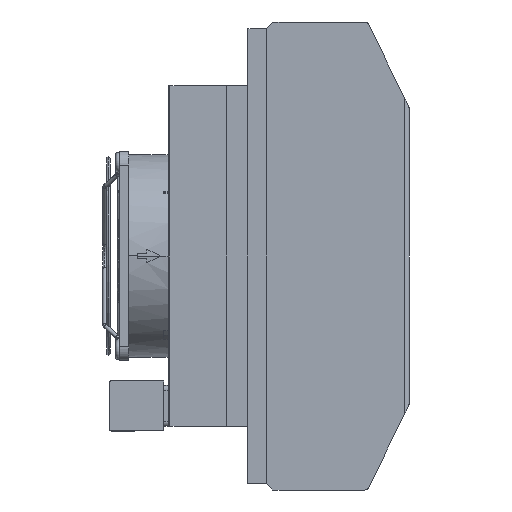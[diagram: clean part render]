
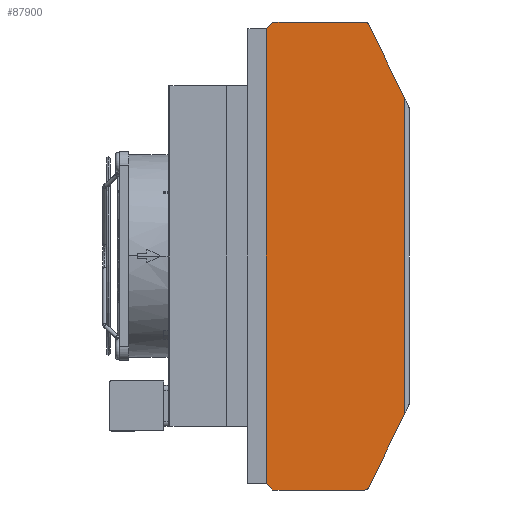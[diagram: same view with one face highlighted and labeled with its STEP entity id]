
A CAD part, left-side view. The second image highlights one B-rep face of the part: STEP entity #87900.
In plain terms, the highlighted planar face has unit normal (-1, 0, 0).
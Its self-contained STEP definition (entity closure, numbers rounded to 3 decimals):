
#82269=CARTESIAN_POINT('',(-131.75,-70.63,5.625));
#82274=DIRECTION('',(0.,0.,1.));
#82275=VECTOR('',#82274,138.75);
#82276=CARTESIAN_POINT('',(-131.75,-70.63,5.625));
#82277=LINE('',#82276,#82275);
#82370=DIRECTION('',(0.,-0.707,-0.707));
#82371=VECTOR('',#82370,4.243);
#82372=CARTESIAN_POINT('',(-131.75,-9.63,-25.));
#82373=LINE('',#82372,#82371);
#82377=DIRECTION('',(0.,0.707,-0.707));
#82378=VECTOR('',#82377,4.243);
#82379=CARTESIAN_POINT('',(-131.75,-12.63,178.));
#82380=LINE('',#82379,#82378);
#82384=CARTESIAN_POINT('',(-131.75,-52.98,176.));
#82385=DIRECTION('',(-1.,0.,0.));
#82386=DIRECTION('',(0.,-0.899,0.438));
#82387=AXIS2_PLACEMENT_3D('',#82384,#82385,#82386);
#82392=DIRECTION('',(0.,0.438,0.899));
#82393=VECTOR('',#82392,36.161);
#82394=CARTESIAN_POINT('',(-131.75,-70.63,144.375));
#82395=LINE('',#82394,#82393);
#82399=DIRECTION('',(0.,-0.438,0.899));
#82400=VECTOR('',#82399,36.161);
#82401=CARTESIAN_POINT('',(-131.75,-54.778,-26.877));
#82402=LINE('',#82401,#82400);
#82406=CARTESIAN_POINT('',(-131.75,-52.98,-26.));
#82407=DIRECTION('',(-1.,0.,0.));
#82408=DIRECTION('',(0.,0.,-1.));
#82409=AXIS2_PLACEMENT_3D('',#82406,#82407,#82408);
#82421=DIRECTION('',(0.,-1.,0.));
#82422=VECTOR('',#82421,40.35);
#82423=CARTESIAN_POINT('',(-131.75,-12.63,-28.));
#82424=LINE('',#82423,#82422);
#82514=DIRECTION('',(0.,1.,0.));
#82515=VECTOR('',#82514,40.35);
#82516=CARTESIAN_POINT('',(-131.75,-52.98,178.));
#82517=LINE('',#82516,#82515);
#82549=DIRECTION('',(0.,0.,1.));
#82550=VECTOR('',#82549,200.);
#82551=CARTESIAN_POINT('',(-131.75,-9.63,-25.));
#82552=LINE('',#82551,#82550);
#86425=VERTEX_POINT('',#82269);
#86426=CARTESIAN_POINT('',(-131.75,-70.63,144.375));
#86427=VERTEX_POINT('',#86426);
#86432=CARTESIAN_POINT('',(-131.75,-54.778,-26.877));
#86433=VERTEX_POINT('',#86432);
#86436=CARTESIAN_POINT('',(-131.75,-9.63,-25.));
#86437=CARTESIAN_POINT('',(-131.75,-12.63,-28.));
#86438=VERTEX_POINT('',#86436);
#86439=VERTEX_POINT('',#86437);
#86440=CARTESIAN_POINT('',(-131.75,-9.63,175.));
#86441=VERTEX_POINT('',#86440);
#86442=CARTESIAN_POINT('',(-131.75,-12.63,178.));
#86443=VERTEX_POINT('',#86442);
#86444=CARTESIAN_POINT('',(-131.75,-52.98,178.));
#86445=VERTEX_POINT('',#86444);
#86446=CARTESIAN_POINT('',(-131.75,-54.778,176.877));
#86447=VERTEX_POINT('',#86446);
#86448=CARTESIAN_POINT('',(-131.75,-52.98,-28.));
#86449=VERTEX_POINT('',#86448);
#87875=CARTESIAN_POINT('',(-131.75,-40.13,75.));
#87876=DIRECTION('',(1.,0.,0.));
#87877=DIRECTION('',(0.,0.,-1.));
#87878=AXIS2_PLACEMENT_3D('',#87875,#87876,#87877);
#87879=PLANE('',#87878);
#87881=ORIENTED_EDGE('',*,*,#87880,.F.);
#87883=ORIENTED_EDGE('',*,*,#87882,.T.);
#87885=ORIENTED_EDGE('',*,*,#87884,.F.);
#87887=ORIENTED_EDGE('',*,*,#87886,.F.);
#87889=ORIENTED_EDGE('',*,*,#87888,.F.);
#87891=ORIENTED_EDGE('',*,*,#87890,.F.);
#87892=ORIENTED_EDGE('',*,*,#87805,.F.);
#87893=ORIENTED_EDGE('',*,*,#87865,.F.);
#87895=ORIENTED_EDGE('',*,*,#87894,.F.);
#87897=ORIENTED_EDGE('',*,*,#87896,.F.);
#87898=EDGE_LOOP('',(#87881,#87883,#87885,#87887,#87889,#87891,#87892,#87893,
#87895,#87897));
#87899=FACE_OUTER_BOUND('',#87898,.F.);
#87900=ADVANCED_FACE('',(#87899),#87879,.F.);
#82388=CIRCLE('',#82387,2.);
#82410=CIRCLE('',#82409,2.);
#87805=EDGE_CURVE('',#86425,#86427,#82277,.T.);
#87865=EDGE_CURVE('',#86433,#86425,#82402,.T.);
#87880=EDGE_CURVE('',#86438,#86439,#82373,.T.);
#87882=EDGE_CURVE('',#86438,#86441,#82552,.T.);
#87884=EDGE_CURVE('',#86443,#86441,#82380,.T.);
#87886=EDGE_CURVE('',#86445,#86443,#82517,.T.);
#87888=EDGE_CURVE('',#86447,#86445,#82388,.T.);
#87890=EDGE_CURVE('',#86427,#86447,#82395,.T.);
#87894=EDGE_CURVE('',#86449,#86433,#82410,.T.);
#87896=EDGE_CURVE('',#86439,#86449,#82424,.T.);
